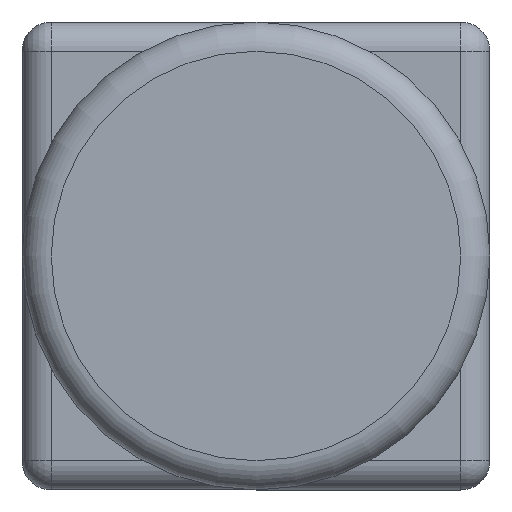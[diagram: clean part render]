
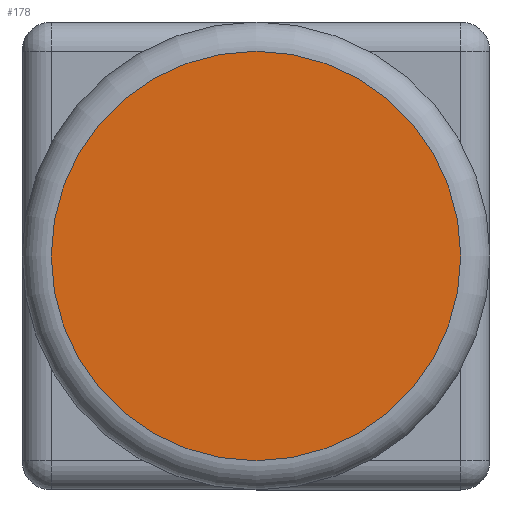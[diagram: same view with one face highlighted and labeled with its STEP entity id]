
A CAD part, left-side view. The second image highlights one B-rep face of the part: STEP entity #178.
In plain terms, the highlighted planar face has unit normal (-1, 0, 0).
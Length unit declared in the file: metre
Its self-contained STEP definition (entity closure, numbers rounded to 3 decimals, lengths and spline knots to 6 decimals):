
#178 = ADVANCED_FACE( '', ( #449 ), #450, .T. );
#268 = EDGE_CURVE( '', #570, #570, #571, .T. );
#449 = FACE_OUTER_BOUND( '', #794, .T. );
#450 = PLANE( '', #795 );
#570 = VERTEX_POINT( '', #964 );
#571 = CIRCLE( '', #965, 0.0007 );
#794 = EDGE_LOOP( '', ( #1206 ) );
#795 = AXIS2_PLACEMENT_3D( '', #1207, #1208, #1209 );
#964 = CARTESIAN_POINT( '', ( -0.0034, 0.000013, 0.0015 ) );
#965 = AXIS2_PLACEMENT_3D( '', #1369, #1370, #1371 );
#1206 = ORIENTED_EDGE( '', *, *, #268, .T. );
#1207 = CARTESIAN_POINT( '', ( -0.0034, 0.000013, 0.0008 ) );
#1208 = DIRECTION( '', ( -1., 0., 0. ) );
#1209 = DIRECTION( '', ( 0., 0., 1. ) );
#1369 = CARTESIAN_POINT( '', ( -0.0034, 0.000013, 0.0008 ) );
#1370 = DIRECTION( '', ( -1., 0., 0. ) );
#1371 = DIRECTION( '', ( 0., 0., 1. ) );
